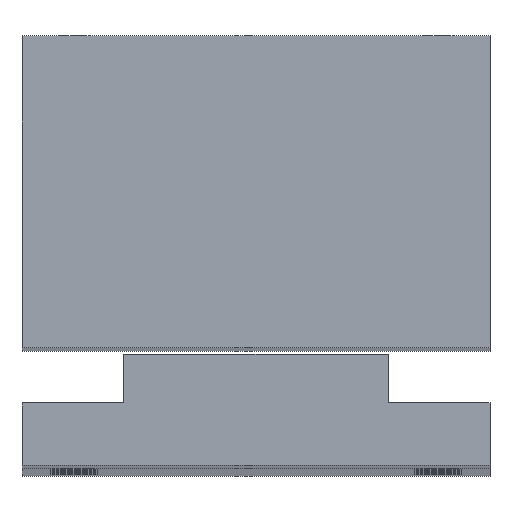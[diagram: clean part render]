
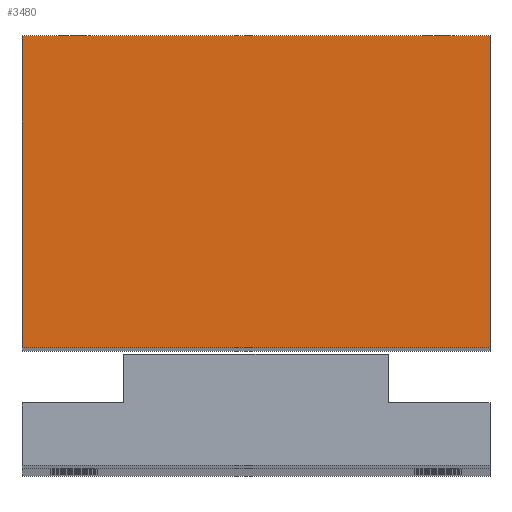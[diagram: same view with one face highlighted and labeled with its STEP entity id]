
A CAD part, top view. The second image highlights one B-rep face of the part: STEP entity #3480.
In plain terms, the highlighted planar face has unit normal (0, 0, 1).
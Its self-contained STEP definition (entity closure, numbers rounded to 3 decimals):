
#59 = VECTOR ( 'NONE', #868, 1000. ) ;
#156 = CARTESIAN_POINT ( 'NONE',  ( 45., 0., 193. ) ) ;
#204 = VERTEX_POINT ( 'NONE', #2231 ) ;
#213 = DIRECTION ( 'NONE',  ( -1., 0., 0. ) ) ;
#252 = VECTOR ( 'NONE', #5070, 1000. ) ;
#318 = ORIENTED_EDGE ( 'NONE', *, *, #5549, .T. ) ;
#365 = CARTESIAN_POINT ( 'NONE',  ( 0., 30., 193. ) ) ;
#550 = DIRECTION ( 'NONE',  ( 0., 1., 0. ) ) ;
#725 = EDGE_CURVE ( 'NONE', #5133, #2750, #5277, .T. ) ;
#868 = DIRECTION ( 'NONE',  ( 0., -1., 0. ) ) ;
#1113 = LINE ( 'NONE', #5038, #252 ) ;
#1315 = DIRECTION ( 'NONE',  ( -1., 0., 0. ) ) ;
#1322 = EDGE_CURVE ( 'NONE', #4180, #204, #4954, .T. ) ;
#1595 = ORIENTED_EDGE ( 'NONE', *, *, #725, .T. ) ;
#1761 = CARTESIAN_POINT ( 'NONE',  ( 0., 0., 193. ) ) ;
#1866 = CARTESIAN_POINT ( 'NONE',  ( 0., 0., 193. ) ) ;
#2032 = PLANE ( 'NONE',  #4155 ) ;
#2231 = CARTESIAN_POINT ( 'NONE',  ( 45., 30., 193. ) ) ;
#2255 = ORIENTED_EDGE ( 'NONE', *, *, #1322, .T. ) ;
#2750 = VERTEX_POINT ( 'NONE', #1761 ) ;
#3014 = FACE_OUTER_BOUND ( 'NONE', #4329, .T. ) ;
#3480 = ADVANCED_FACE ( 'NONE', ( #3014 ), #2032, .F. ) ;
#3778 = LINE ( 'NONE', #5752, #5940 ) ;
#3981 = DIRECTION ( 'NONE',  ( 0., 0., -1. ) ) ;
#4019 = EDGE_CURVE ( 'NONE', #204, #5133, #3778, .T. ) ;
#4155 = AXIS2_PLACEMENT_3D ( 'NONE', #4989, #3981, #213 ) ;
#4180 = VERTEX_POINT ( 'NONE', #4423 ) ;
#4329 = EDGE_LOOP ( 'NONE', ( #1595, #318, #2255, #5848 ) ) ;
#4423 = CARTESIAN_POINT ( 'NONE',  ( 45., 0., 193. ) ) ;
#4954 = LINE ( 'NONE', #156, #5086 ) ;
#4989 = CARTESIAN_POINT ( 'NONE',  ( 0., 0., 193. ) ) ;
#5038 = CARTESIAN_POINT ( 'NONE',  ( 0., 0., 193. ) ) ;
#5070 = DIRECTION ( 'NONE',  ( 1., 0., 0. ) ) ;
#5086 = VECTOR ( 'NONE', #550, 1000. ) ;
#5133 = VERTEX_POINT ( 'NONE', #365 ) ;
#5277 = LINE ( 'NONE', #1866, #59 ) ;
#5549 = EDGE_CURVE ( 'NONE', #2750, #4180, #1113, .T. ) ;
#5752 = CARTESIAN_POINT ( 'NONE',  ( 0., 30., 193. ) ) ;
#5848 = ORIENTED_EDGE ( 'NONE', *, *, #4019, .T. ) ;
#5940 = VECTOR ( 'NONE', #1315, 1000. ) ;
